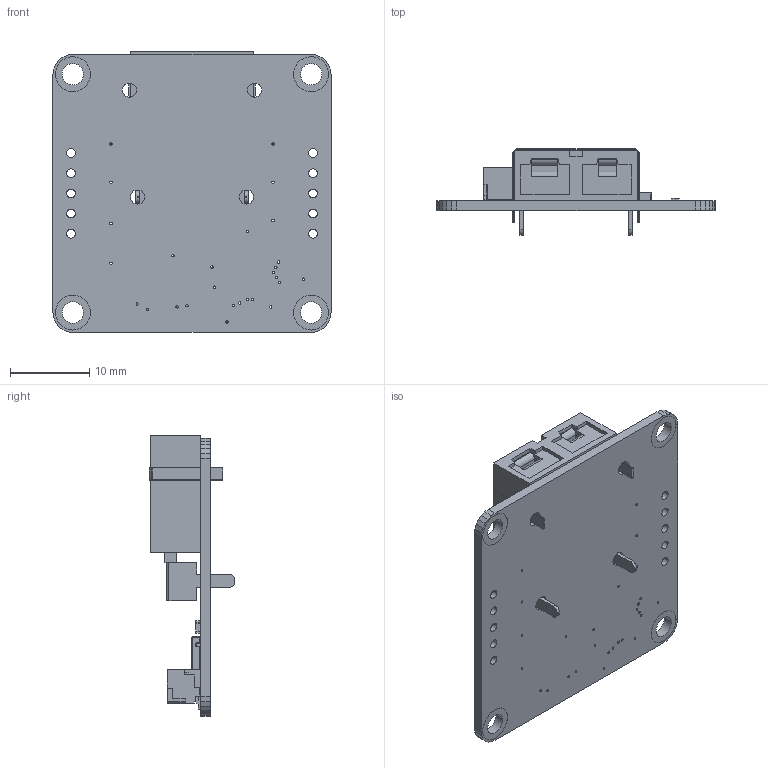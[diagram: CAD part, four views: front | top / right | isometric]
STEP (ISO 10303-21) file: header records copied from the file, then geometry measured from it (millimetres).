
FILE_DESCRIPTION (( 'STEP AP214' ), '1' );
FILE_NAME ('NSE-1133-1.step', '2020-11-24T22:24:45', ( '' ), ( '' ), 'SwSTEP 2.0', 'SolidWorks 2016', '' );
FILE_SCHEMA (( 'AUTOMOTIVE_DESIGN' ));
Length unit declared in the file: millimetre
Products named in the file (9): cap_0402; Assem18^NSE-1133-1; CON-1012-8; pqfn-20r_5x5x0.65; res_0603; NSE-1133-1; PCC-SMP-K_v16; rescax-8_1x2x0.5; Board_NSE-1133-1
Assembly tree (11 placements, depth 3):
  NSE-1133-1
    Assem18^NSE-1133-1
      Board_NSE-1133-1
      cap_0402  x2
      PCC-SMP-K_v16
      rescax-8_1x2x0.5  x2
      res_0603  x2
      pqfn-20r_5x5x0.65
      CON-1012-8
Bounding box: 35 x 10.8 x 35.35 mm (x, y, z)
Volume: 3005.6 mm3; surface area: 4647.7 mm2
Topology: 11 solids, 11 shells, 1266 faces, 3401 edges, 2205 vertices
Faces by surface type: plane 1050, cylinder 165, bspline 41, torus 10
Entity records: 40426 total; most frequent: CARTESIAN_POINT 6732, ORIENTED_EDGE 5698, DIRECTION 5057, EDGE_CURVE 2849, VECTOR 2373, LINE 2373, VERTEX_POINT 1861, AXIS2_PLACEMENT_3D 1342
